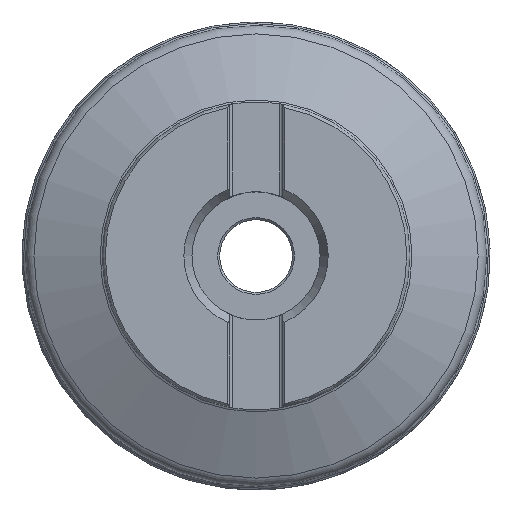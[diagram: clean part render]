
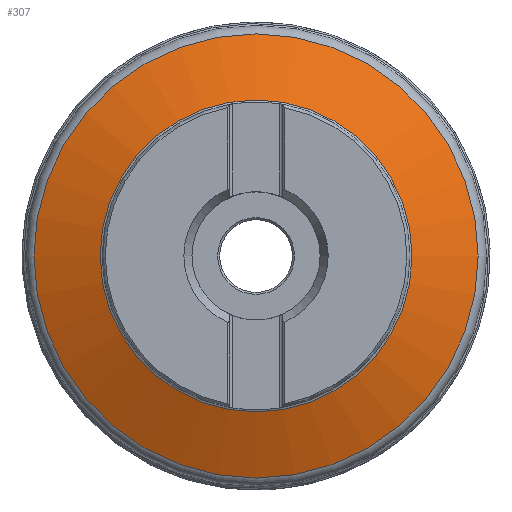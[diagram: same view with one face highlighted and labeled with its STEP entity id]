
A CAD part, top view. The second image highlights one B-rep face of the part: STEP entity #307.
In plain terms, the highlighted conical face has half-angle 66.454 degrees and reference radius 55.096 mm.
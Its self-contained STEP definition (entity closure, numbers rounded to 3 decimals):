
#158=CONICAL_SURFACE('',#1204,55.095,66.454);
#307=ADVANCED_FACE('',(#405,#406),#158,.T.);
#405=FACE_BOUND('',#515,.T.);
#406=FACE_BOUND('',#516,.T.);
#515=EDGE_LOOP('',(#687));
#516=EDGE_LOOP('',(#688));
#687=ORIENTED_EDGE('',*,*,#990,.T.);
#688=ORIENTED_EDGE('',*,*,#913,.T.);
#822=VERTEX_POINT('',#1734);
#891=VERTEX_POINT('',#2130);
#913=EDGE_CURVE('',#822,#822,#1024,.T.);
#990=EDGE_CURVE('',#891,#891,#1065,.T.);
#1024=CIRCLE('',#1137,38.609);
#1065=CIRCLE('',#1203,54.994);
#1137=AXIS2_PLACEMENT_3D('',#1733,#1257,#1258);
#1203=AXIS2_PLACEMENT_3D('',#2129,#1402,#1403);
#1204=AXIS2_PLACEMENT_3D('',#2131,#1404,#1405);
#1257=DIRECTION('',(0.,0.,-1.));
#1258=DIRECTION('',(-1.,0.,0.));
#1402=DIRECTION('',(0.,0.,1.));
#1403=DIRECTION('',(1.,0.,0.));
#1404=DIRECTION('',(0.,0.,-1.));
#1405=DIRECTION('',(-1.,0.,0.));
#1733=CARTESIAN_POINT('',(0.,0.,28.046));
#1734=CARTESIAN_POINT('',(-38.609,0.,28.046));
#2129=CARTESIAN_POINT('',(0.,0.,20.906));
#2130=CARTESIAN_POINT('',(54.994,0.,20.906));
#2131=CARTESIAN_POINT('',(0.,0.,20.861));
